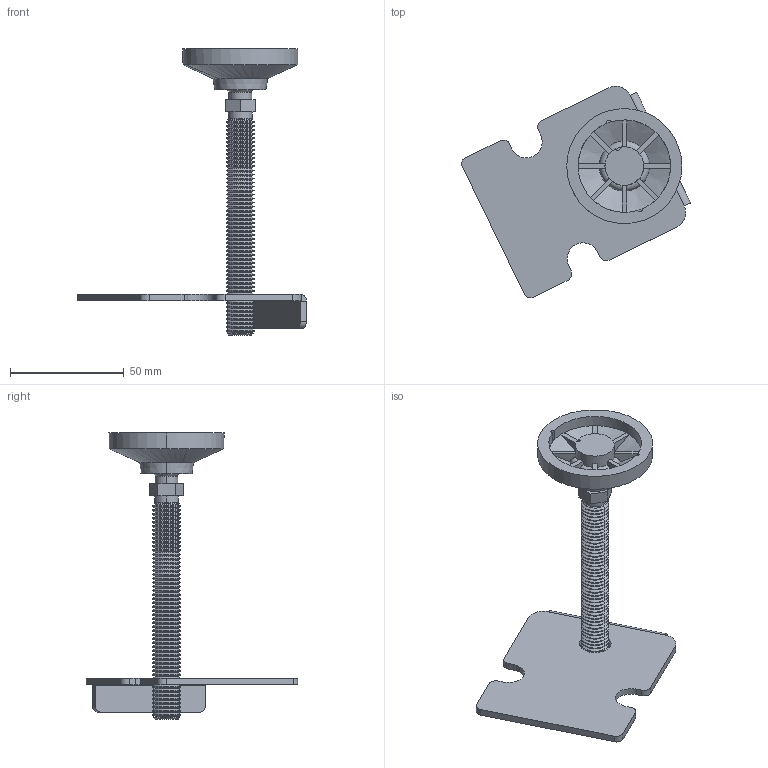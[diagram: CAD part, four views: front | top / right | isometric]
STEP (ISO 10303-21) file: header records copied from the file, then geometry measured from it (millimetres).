
FILE_DESCRIPTION (( 'STEP AP203' ), '1' );
FILE_NAME ('R5A53.step', '2011-03-17T12:18:10', ( 'User' ), ( 'DKC' ), 'SwSTEP 2.0', 'SolidWorks 2011', '' );
FILE_SCHEMA (( 'CONFIG_CONTROL_DESIGN' ));
Length unit declared in the file: millimetre
Products named in the file (4): Rod Ì12õ95(1)_DIN 976-2 -- MFS M12 x 65 --- S; Leg; AC00C554; R5A53
Assembly tree (3 placements, depth 2):
  R5A53
    Rod Ì12õ95(1)_DIN 976-2 -- MFS M12 x 65 --- S
    AC00C554
    Leg
Bounding box: 100.39 x 92.75 x 125.6 mm (x, y, z)
Volume: 43163.9 mm3; surface area: 26552.6 mm2
Topology: 3 solids, 3 shells, 461 faces, 1180 edges, 729 vertices
Faces by surface type: cone 241, cylinder 138, plane 68, torus 10, sphere 2, bspline 2
Entity records: 14739 total; most frequent: DIRECTION 2733, CARTESIAN_POINT 2719, ORIENTED_EDGE 2350, EDGE_CURVE 1175, AXIS2_PLACEMENT_3D 1136, VERTEX_POINT 726, CIRCLE 671, EDGE_LOOP 469
